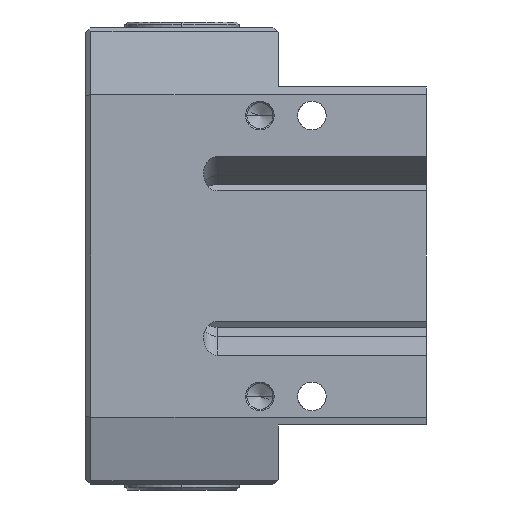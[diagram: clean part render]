
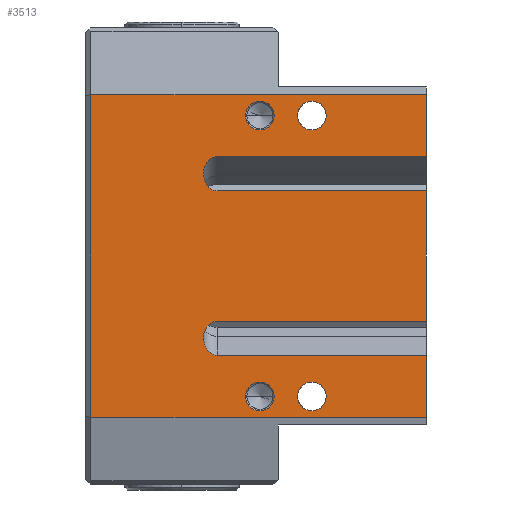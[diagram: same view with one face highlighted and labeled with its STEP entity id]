
A CAD part, left-side view. The second image highlights one B-rep face of the part: STEP entity #3513.
In plain terms, the highlighted planar face has unit normal (-1, 0, 0).
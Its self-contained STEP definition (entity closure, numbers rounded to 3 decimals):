
#486=DIRECTION('',(0.,0.,1.));
#487=VECTOR('',#486,11.92);
#488=CARTESIAN_POINT('',(-21.,-65.5,-31.));
#489=LINE('',#488,#487);
#518=DIRECTION('',(0.,0.,1.));
#519=VECTOR('',#518,25.138);
#520=CARTESIAN_POINT('',(-21.,-65.5,-12.569));
#521=LINE('',#520,#519);
#550=DIRECTION('',(0.,0.,1.));
#551=VECTOR('',#550,11.92);
#552=CARTESIAN_POINT('',(-21.,-65.5,19.08));
#553=LINE('',#552,#551);
#674=CARTESIAN_POINT('',(-21.,-43.5,-27.));
#675=DIRECTION('',(1.,0.,0.));
#676=DIRECTION('',(0.,-1.,0.));
#677=AXIS2_PLACEMENT_3D('',#674,#675,#676);
#679=CARTESIAN_POINT('',(-21.,-43.5,-27.));
#680=DIRECTION('',(1.,0.,0.));
#681=DIRECTION('',(0.,1.,0.));
#682=AXIS2_PLACEMENT_3D('',#679,#680,#681);
#684=CARTESIAN_POINT('',(-21.,-43.5,27.));
#685=DIRECTION('',(-1.,0.,0.));
#686=DIRECTION('',(0.,-1.,0.));
#687=AXIS2_PLACEMENT_3D('',#684,#685,#686);
#689=CARTESIAN_POINT('',(-21.,-43.5,27.));
#690=DIRECTION('',(-1.,0.,0.));
#691=DIRECTION('',(0.,1.,0.));
#692=AXIS2_PLACEMENT_3D('',#689,#690,#691);
#694=CARTESIAN_POINT('',(-21.,-33.5,27.));
#695=DIRECTION('',(-1.,0.,0.));
#696=DIRECTION('',(0.,1.,0.));
#697=AXIS2_PLACEMENT_3D('',#694,#695,#696);
#699=CARTESIAN_POINT('',(-21.,-33.5,27.));
#700=DIRECTION('',(-1.,0.,0.));
#701=DIRECTION('',(0.,-1.,0.));
#702=AXIS2_PLACEMENT_3D('',#699,#700,#701);
#704=CARTESIAN_POINT('',(-21.,-33.5,-27.));
#705=DIRECTION('',(1.,0.,0.));
#706=DIRECTION('',(0.,1.,0.));
#707=AXIS2_PLACEMENT_3D('',#704,#705,#706);
#709=CARTESIAN_POINT('',(-21.,-33.5,-27.));
#710=DIRECTION('',(1.,0.,0.));
#711=DIRECTION('',(0.,-1.,0.));
#712=AXIS2_PLACEMENT_3D('',#709,#710,#711);
#714=DIRECTION('',(0.,0.,-1.));
#715=VECTOR('',#714,62.);
#716=CARTESIAN_POINT('',(-21.,-1.,31.));
#717=LINE('',#716,#715);
#718=DIRECTION('',(0.,-1.,0.));
#719=VECTOR('',#718,64.5);
#720=CARTESIAN_POINT('',(-21.,-1.,31.));
#721=LINE('',#720,#719);
#722=DIRECTION('',(0.,1.,0.));
#723=VECTOR('',#722,40.25);
#724=CARTESIAN_POINT('',(-21.,-65.5,19.08));
#725=LINE('',#724,#723);
#726=DIRECTION('',(0.,1.,0.));
#727=VECTOR('',#726,40.25);
#728=CARTESIAN_POINT('',(-21.,-65.5,12.569));
#729=LINE('',#728,#727);
#730=DIRECTION('',(0.,1.,0.));
#731=VECTOR('',#730,40.25);
#732=CARTESIAN_POINT('',(-21.,-65.5,-12.569));
#733=LINE('',#732,#731);
#734=DIRECTION('',(0.,1.,0.));
#735=VECTOR('',#734,40.25);
#736=CARTESIAN_POINT('',(-21.,-65.5,-19.08));
#737=LINE('',#736,#735);
#738=DIRECTION('',(0.,-1.,0.));
#739=VECTOR('',#738,64.5);
#740=CARTESIAN_POINT('',(-21.,-1.,-31.));
#741=LINE('',#740,#739);
#1704=CARTESIAN_POINT('',(-21.,-25.25,12.569));
#1705=CARTESIAN_POINT('',(-21.,-24.944,12.569));
#1706=CARTESIAN_POINT('',(-21.,-24.282,12.708));
#1707=CARTESIAN_POINT('',(-21.,-23.357,13.454));
#1708=CARTESIAN_POINT('',(-21.,-22.861,14.417));
#1709=CARTESIAN_POINT('',(-21.,-22.677,15.237));
#1710=CARTESIAN_POINT('',(-21.,-22.636,15.825));
#1711=CARTESIAN_POINT('',(-21.,-22.677,16.413));
#1712=CARTESIAN_POINT('',(-21.,-22.861,17.232));
#1713=CARTESIAN_POINT('',(-21.,-23.357,18.195));
#1714=CARTESIAN_POINT('',(-21.,-24.282,18.941));
#1715=CARTESIAN_POINT('',(-21.,-24.944,19.08));
#1716=CARTESIAN_POINT('',(-21.,-25.25,19.08));
#1778=CARTESIAN_POINT('',(-21.,-25.25,-19.08));
#1779=CARTESIAN_POINT('',(-21.,-24.944,-19.08));
#1780=CARTESIAN_POINT('',(-21.,-24.282,-18.941));
#1781=CARTESIAN_POINT('',(-21.,-23.357,-18.195));
#1782=CARTESIAN_POINT('',(-21.,-22.861,-17.232));
#1783=CARTESIAN_POINT('',(-21.,-22.677,-16.413));
#1784=CARTESIAN_POINT('',(-21.,-22.636,-15.825));
#1785=CARTESIAN_POINT('',(-21.,-22.677,-15.237));
#1786=CARTESIAN_POINT('',(-21.,-22.861,-14.417));
#1787=CARTESIAN_POINT('',(-21.,-23.357,-13.454));
#1788=CARTESIAN_POINT('',(-21.,-24.282,-12.708));
#1789=CARTESIAN_POINT('',(-21.,-24.944,-12.569));
#1790=CARTESIAN_POINT('',(-21.,-25.25,-12.569));
#2412=CARTESIAN_POINT('',(-21.,-65.5,-12.569));
#2414=VERTEX_POINT('',#2412);
#2415=CARTESIAN_POINT('',(-21.,-65.5,-19.08));
#2417=VERTEX_POINT('',#2415);
#2420=CARTESIAN_POINT('',(-21.,-25.25,-12.569));
#2422=VERTEX_POINT('',#2420);
#2424=CARTESIAN_POINT('',(-21.,-25.25,-19.08));
#2426=VERTEX_POINT('',#2424);
#2435=VERTEX_POINT('',#1704);
#2436=VERTEX_POINT('',#1716);
#2450=CARTESIAN_POINT('',(-21.,-65.5,12.569));
#2452=VERTEX_POINT('',#2450);
#2453=CARTESIAN_POINT('',(-21.,-65.5,19.08));
#2455=VERTEX_POINT('',#2453);
#2493=CARTESIAN_POINT('',(-21.,-46.25,-27.));
#2494=CARTESIAN_POINT('',(-21.,-40.75,-27.));
#2495=VERTEX_POINT('',#2493);
#2496=VERTEX_POINT('',#2494);
#2517=CARTESIAN_POINT('',(-21.,-46.25,27.));
#2519=VERTEX_POINT('',#2517);
#2529=CARTESIAN_POINT('',(-21.,-40.75,27.));
#2531=VERTEX_POINT('',#2529);
#2551=CARTESIAN_POINT('',(-21.,-30.75,27.));
#2552=VERTEX_POINT('',#2551);
#2553=CARTESIAN_POINT('',(-21.,-36.25,27.));
#2554=VERTEX_POINT('',#2553);
#2569=CARTESIAN_POINT('',(-21.,-30.75,-27.));
#2570=VERTEX_POINT('',#2569);
#2571=CARTESIAN_POINT('',(-21.,-36.25,-27.));
#2572=VERTEX_POINT('',#2571);
#2678=CARTESIAN_POINT('',(-21.,-65.5,-31.));
#2680=VERTEX_POINT('',#2678);
#2682=CARTESIAN_POINT('',(-21.,-65.5,31.));
#2684=VERTEX_POINT('',#2682);
#2751=CARTESIAN_POINT('',(-21.,-1.,31.));
#2752=CARTESIAN_POINT('',(-21.,-1.,-31.));
#2753=VERTEX_POINT('',#2751);
#2754=VERTEX_POINT('',#2752);
#3463=CARTESIAN_POINT('',(-21.,0.,-44.));
#3464=DIRECTION('',(-1.,0.,0.));
#3465=DIRECTION('',(0.,-1.,0.));
#3466=AXIS2_PLACEMENT_3D('',#3463,#3464,#3465);
#3467=PLANE('',#3466);
#3468=ORIENTED_EDGE('',*,*,#3454,.F.);
#3470=ORIENTED_EDGE('',*,*,#3469,.T.);
#3471=ORIENTED_EDGE('',*,*,#3212,.F.);
#3473=ORIENTED_EDGE('',*,*,#3472,.T.);
#3475=ORIENTED_EDGE('',*,*,#3474,.F.);
#3477=ORIENTED_EDGE('',*,*,#3476,.F.);
#3478=ORIENTED_EDGE('',*,*,#3196,.F.);
#3480=ORIENTED_EDGE('',*,*,#3479,.T.);
#3482=ORIENTED_EDGE('',*,*,#3481,.F.);
#3484=ORIENTED_EDGE('',*,*,#3483,.F.);
#3485=ORIENTED_EDGE('',*,*,#3180,.F.);
#3486=ORIENTED_EDGE('',*,*,#3393,.F.);
#3487=EDGE_LOOP('',(#3468,#3470,#3471,#3473,#3475,#3477,#3478,#3480,#3482,#3484,
#3485,#3486));
#3488=FACE_OUTER_BOUND('',#3487,.F.);
#3490=ORIENTED_EDGE('',*,*,#3489,.T.);
#3492=ORIENTED_EDGE('',*,*,#3491,.T.);
#3493=EDGE_LOOP('',(#3490,#3492));
#3494=FACE_BOUND('',#3493,.F.);
#3496=ORIENTED_EDGE('',*,*,#3495,.T.);
#3498=ORIENTED_EDGE('',*,*,#3497,.T.);
#3499=EDGE_LOOP('',(#3496,#3498));
#3500=FACE_BOUND('',#3499,.F.);
#3502=ORIENTED_EDGE('',*,*,#3501,.F.);
#3504=ORIENTED_EDGE('',*,*,#3503,.F.);
#3505=EDGE_LOOP('',(#3502,#3504));
#3506=FACE_BOUND('',#3505,.F.);
#3508=ORIENTED_EDGE('',*,*,#3507,.F.);
#3510=ORIENTED_EDGE('',*,*,#3509,.F.);
#3511=EDGE_LOOP('',(#3508,#3510));
#3512=FACE_BOUND('',#3511,.F.);
#678=CIRCLE('',#677,2.75);
#683=CIRCLE('',#682,2.75);
#688=CIRCLE('',#687,2.75);
#693=CIRCLE('',#692,2.75);
#698=CIRCLE('',#697,2.75);
#703=CIRCLE('',#702,2.75);
#708=CIRCLE('',#707,2.75);
#713=CIRCLE('',#712,2.75);
#1717=B_SPLINE_CURVE_WITH_KNOTS('',3,(#1704,#1705,#1706,#1707,#1708,#1709,#1710,
#1711,#1712,#1713,#1714,#1715,#1716),.UNSPECIFIED.,.F.,.F.,(4,1,1,1,1,1,1,1,1,1,
4),(0.,0.125,0.25,0.375,0.438,0.5,0.563,0.625,0.75,0.875,
1.),.UNSPECIFIED.);
#1791=B_SPLINE_CURVE_WITH_KNOTS('',3,(#1778,#1779,#1780,#1781,#1782,#1783,#1784,
#1785,#1786,#1787,#1788,#1789,#1790),.UNSPECIFIED.,.F.,.F.,(4,1,1,1,1,1,1,1,1,1,
4),(0.,0.125,0.25,0.375,0.438,0.5,0.563,0.625,0.75,0.875,
1.),.UNSPECIFIED.);
#3180=EDGE_CURVE('',#2680,#2417,#489,.T.);
#3196=EDGE_CURVE('',#2414,#2452,#521,.T.);
#3212=EDGE_CURVE('',#2455,#2684,#553,.T.);
#3393=EDGE_CURVE('',#2754,#2680,#741,.T.);
#3454=EDGE_CURVE('',#2753,#2754,#717,.T.);
#3469=EDGE_CURVE('',#2753,#2684,#721,.T.);
#3472=EDGE_CURVE('',#2455,#2436,#725,.T.);
#3474=EDGE_CURVE('',#2435,#2436,#1717,.T.);
#3476=EDGE_CURVE('',#2452,#2435,#729,.T.);
#3479=EDGE_CURVE('',#2414,#2422,#733,.T.);
#3481=EDGE_CURVE('',#2426,#2422,#1791,.T.);
#3483=EDGE_CURVE('',#2417,#2426,#737,.T.);
#3489=EDGE_CURVE('',#2519,#2531,#688,.T.);
#3491=EDGE_CURVE('',#2531,#2519,#693,.T.);
#3495=EDGE_CURVE('',#2552,#2554,#698,.T.);
#3497=EDGE_CURVE('',#2554,#2552,#703,.T.);
#3501=EDGE_CURVE('',#2570,#2572,#708,.T.);
#3503=EDGE_CURVE('',#2572,#2570,#713,.T.);
#3507=EDGE_CURVE('',#2495,#2496,#678,.T.);
#3509=EDGE_CURVE('',#2496,#2495,#683,.T.);
#3513=ADVANCED_FACE('',(#3488,#3494,#3500,#3506,#3512),#3467,.T.);
